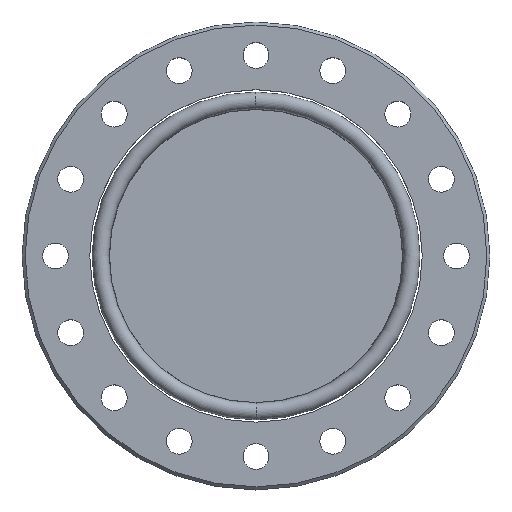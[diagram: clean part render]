
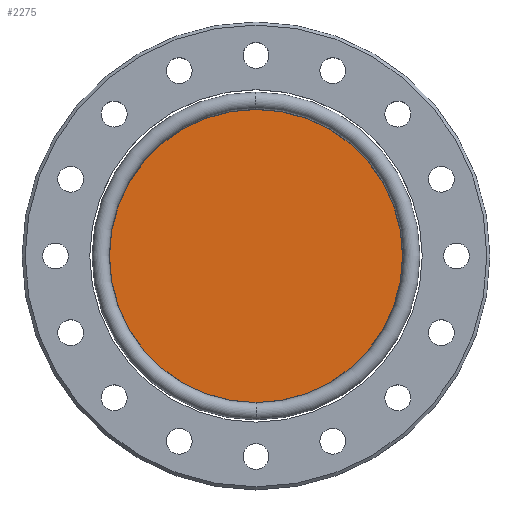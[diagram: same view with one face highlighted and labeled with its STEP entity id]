
A CAD part, top view. The second image highlights one B-rep face of the part: STEP entity #2275.
In plain terms, the highlighted planar face has unit normal (0, 0, 1).
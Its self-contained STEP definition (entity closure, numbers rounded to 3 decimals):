
#21 = CIRCLE ( 'NONE', #1298, 47.6 ) ;
#66 = DIRECTION ( 'NONE',  ( 0., 0., -1. ) ) ;
#91 = DIRECTION ( 'NONE',  ( 0., 1., 0. ) ) ;
#256 = CARTESIAN_POINT ( 'NONE',  ( 0., 0., 8.7 ) ) ;
#305 = DIRECTION ( 'NONE',  ( 0., 0., -1. ) ) ;
#326 = PLANE ( 'NONE',  #1534 ) ;
#533 = EDGE_CURVE ( 'NONE', #599, #2678, #21, .T. ) ;
#599 = VERTEX_POINT ( 'NONE', #1526 ) ;
#902 = ORIENTED_EDGE ( 'NONE', *, *, #533, .F. ) ;
#1014 = CARTESIAN_POINT ( 'NONE',  ( 0., 0., 8.7 ) ) ;
#1149 = DIRECTION ( 'NONE',  ( 0., 1., 0. ) ) ;
#1298 = AXIS2_PLACEMENT_3D ( 'NONE', #256, #66, #1149 ) ;
#1480 = CARTESIAN_POINT ( 'NONE',  ( 0., 0., 8.7 ) ) ;
#1526 = CARTESIAN_POINT ( 'NONE',  ( 0., -47.6, 8.7 ) ) ;
#1534 = AXIS2_PLACEMENT_3D ( 'NONE', #1480, #1896, #91 ) ;
#1698 = DIRECTION ( 'NONE',  ( 0., 1., 0. ) ) ;
#1836 = ORIENTED_EDGE ( 'NONE', *, *, #2725, .F. ) ;
#1896 = DIRECTION ( 'NONE',  ( 0., 0., -1. ) ) ;
#2143 = FACE_OUTER_BOUND ( 'NONE', #2465, .T. ) ;
#2222 = CIRCLE ( 'NONE', #2408, 47.6 ) ;
#2275 = ADVANCED_FACE ( 'NONE', ( #2143 ), #326, .F. ) ;
#2408 = AXIS2_PLACEMENT_3D ( 'NONE', #1014, #305, #1698 ) ;
#2465 = EDGE_LOOP ( 'NONE', ( #1836, #902 ) ) ;
#2522 = CARTESIAN_POINT ( 'NONE',  ( 0., 47.6, 8.7 ) ) ;
#2678 = VERTEX_POINT ( 'NONE', #2522 ) ;
#2725 = EDGE_CURVE ( 'NONE', #2678, #599, #2222, .T. ) ;
